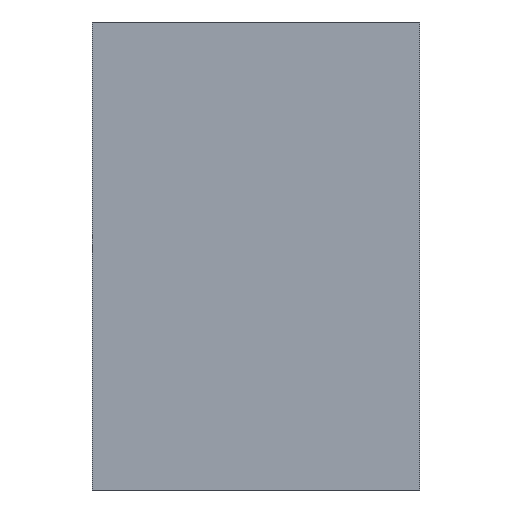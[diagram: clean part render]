
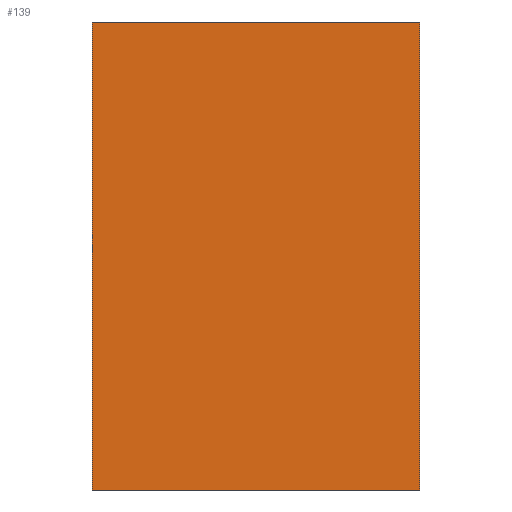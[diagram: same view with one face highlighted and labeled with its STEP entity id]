
A CAD part, left-side view. The second image highlights one B-rep face of the part: STEP entity #139.
In plain terms, the highlighted planar face has unit normal (-1, 0, 0).
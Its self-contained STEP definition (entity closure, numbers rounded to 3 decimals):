
#2 = VECTOR ( 'NONE', #37, 1000. ) ;
#8 = PLANE ( 'NONE',  #125 ) ;
#10 = CARTESIAN_POINT ( 'NONE',  ( -77.5, 42., 30. ) ) ;
#12 = CARTESIAN_POINT ( 'NONE',  ( -77.5, 42., 30. ) ) ;
#16 = ORIENTED_EDGE ( 'NONE', *, *, #148, .F. ) ;
#37 = DIRECTION ( 'NONE',  ( 0., -1., 0. ) ) ;
#38 = VECTOR ( 'NONE', #119, 1000. ) ;
#42 = EDGE_LOOP ( 'NONE', ( #131, #16, #219, #224 ) ) ;
#51 = LINE ( 'NONE', #10, #63 ) ;
#63 = VECTOR ( 'NONE', #70, 1000. ) ;
#65 = CARTESIAN_POINT ( 'NONE',  ( -77.5, 42., 30. ) ) ;
#70 = DIRECTION ( 'NONE',  ( 0., 0., 1. ) ) ;
#79 = LINE ( 'NONE', #209, #38 ) ;
#80 = CARTESIAN_POINT ( 'NONE',  ( -77.5, 42., 30. ) ) ;
#83 = CARTESIAN_POINT ( 'NONE',  ( -77.5, 42., -30. ) ) ;
#105 = LINE ( 'NONE', #153, #2 ) ;
#119 = DIRECTION ( 'NONE',  ( 0., 0., 1. ) ) ;
#125 = AXIS2_PLACEMENT_3D ( 'NONE', #80, #152, #210 ) ;
#131 = ORIENTED_EDGE ( 'NONE', *, *, #132, .T. ) ;
#132 = EDGE_CURVE ( 'NONE', #179, #185, #79, .T. ) ;
#135 = DIRECTION ( 'NONE',  ( 0., -1., 0. ) ) ;
#139 = ADVANCED_FACE ( 'NONE', ( #190 ), #8, .F. ) ;
#148 = EDGE_CURVE ( 'NONE', #206, #185, #225, .T. ) ;
#152 = DIRECTION ( 'NONE',  ( 1., 0., 0. ) ) ;
#153 = CARTESIAN_POINT ( 'NONE',  ( -77.5, 42., -30. ) ) ;
#156 = EDGE_CURVE ( 'NONE', #181, #206, #51, .T. ) ;
#157 = CARTESIAN_POINT ( 'NONE',  ( -77.5, 0., 30. ) ) ;
#168 = VECTOR ( 'NONE', #135, 1000. ) ;
#172 = CARTESIAN_POINT ( 'NONE',  ( -77.5, 0., -30. ) ) ;
#179 = VERTEX_POINT ( 'NONE', #172 ) ;
#181 = VERTEX_POINT ( 'NONE', #83 ) ;
#185 = VERTEX_POINT ( 'NONE', #157 ) ;
#190 = FACE_OUTER_BOUND ( 'NONE', #42, .T. ) ;
#192 = EDGE_CURVE ( 'NONE', #181, #179, #105, .T. ) ;
#206 = VERTEX_POINT ( 'NONE', #12 ) ;
#209 = CARTESIAN_POINT ( 'NONE',  ( -77.5, 0., 30. ) ) ;
#210 = DIRECTION ( 'NONE',  ( 0., 0., -1. ) ) ;
#219 = ORIENTED_EDGE ( 'NONE', *, *, #156, .F. ) ;
#224 = ORIENTED_EDGE ( 'NONE', *, *, #192, .T. ) ;
#225 = LINE ( 'NONE', #65, #168 ) ;
